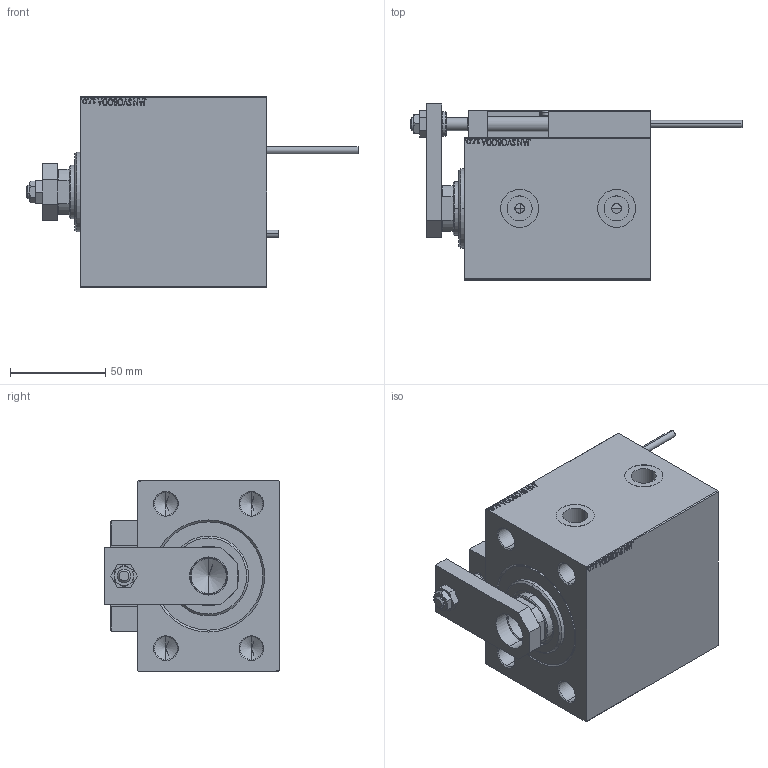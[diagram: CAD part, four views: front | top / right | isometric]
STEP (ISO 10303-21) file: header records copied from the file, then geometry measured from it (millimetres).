
FILE_DESCRIPTION (( 'STEP AP203' ), '1' );
FILE_NAME ('f845.STEP', '2021-03-18T19:32:16', ( '' ), ( '' ), 'SwSTEP 2.0', 'SolidWorks 2019', '' );
FILE_SCHEMA (( 'CONFIG_CONTROL_DESIGN' ));
Length unit declared in the file: millimetre
Products named in the file (16): NUT_D12 52e091800c377e17288d76161d2c2c61; SWITCH DIM B,W 52e091800c377e17288d76161d2c2c61; V450CM_B 52e091800c377e17288d76161d2c2c61; MAGNET 52e091800c377e17288d76161d2c2c61; Block 52e091800c377e17288d76161d2c2c61; f845; KONCOVKA 52e091800c377e17288d76161d2c2c61; V450CM_VC_B 52e091800c377e17288d76161d2c2c61; ALLEN BOLT D5 52e091800c377e17288d76161d2c2c61; V450CM_B_VCP 52e091800c377e17288d76161d2c2c61; TYC_L79 52e091800c377e17288d76161d2c2c61; ALLEN BOLT D8 52e091800c377e17288d76161d2c2c61; ZARAZKA 52e091800c377e17288d76161d2c2c61; NUT_D10 52e091800c377e17288d76161d2c2c61; SWITCH X 52e091800c377e17288d76161d2c2c61; SWITCH_X_FRONT_BACK 52e091800c377e17288d76161d2c2c61
Assembly tree (25 placements, depth 3):
  f845
    V450CM_B 52e091800c377e17288d76161d2c2c61
    V450CM_B_VCP 52e091800c377e17288d76161d2c2c61
    SWITCH X 52e091800c377e17288d76161d2c2c61
      SWITCH_X_FRONT_BACK 52e091800c377e17288d76161d2c2c61  x2
      TYC_L79 52e091800c377e17288d76161d2c2c61
      Block 52e091800c377e17288d76161d2c2c61  x2
      ALLEN BOLT D5 52e091800c377e17288d76161d2c2c61  x4
      ALLEN BOLT D8 52e091800c377e17288d76161d2c2c61  x4
      MAGNET 52e091800c377e17288d76161d2c2c61  x2
      KONCOVKA 52e091800c377e17288d76161d2c2c61  x2
    NUT_D10 52e091800c377e17288d76161d2c2c61
    NUT_D12 52e091800c377e17288d76161d2c2c61
    SWITCH DIM B,W 52e091800c377e17288d76161d2c2c61
    ZARAZKA 52e091800c377e17288d76161d2c2c61
    V450CM_VC_B 52e091800c377e17288d76161d2c2c61
Bounding box: 174.7 x 92.5 x 100 mm (x, y, z)
Volume: 731014.4 mm3; surface area: 126261 mm2
Topology: 24 solids, 24 shells, 1335 faces, 3198 edges, 2026 vertices
Faces by surface type: plane 566, bspline 380, cylinder 196, cone 145, torus 44, sphere 4
Entity records: 51967 total; most frequent: CARTESIAN_POINT 26477, ORIENTED_EDGE 5384, DIRECTION 3695, EDGE_CURVE 2692, VERTEX_POINT 1750, VECTOR 1543, LINE 1543, EDGE_LOOP 1246
